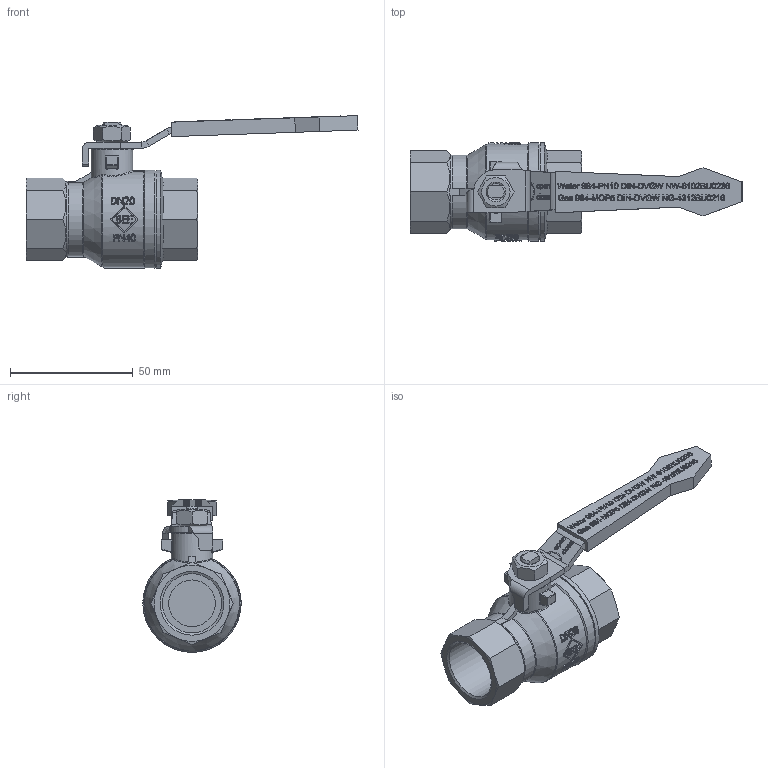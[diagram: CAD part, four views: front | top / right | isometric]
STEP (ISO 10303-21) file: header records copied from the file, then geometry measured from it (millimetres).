
FILE_DESCRIPTION((''),'2;1');
FILE_NAME('984-20-00.stp','2010-03-02T11:27:02',('edu'),(''),'Autodesk Inventor 2010','Autodesk Inventor 2010','');
FILE_SCHEMA(('AUTOMOTIVE_DESIGN { 1 0 10303 214 1 1 1 1 }'));
Length unit declared in the file: millimetre
Products named in the file (1): ENG-004105
Bounding box: 135.33 x 40 x 62.25 mm (x, y, z)
Volume: 61150.9 mm3; surface area: 19040.6 mm2
Topology: 1 solids, 4 shells, 1630 faces, 4337 edges, 2865 vertices
Faces by surface type: plane 764, bspline 738, cylinder 88, cone 30, sphere 8, torus 2
Full cylindrical faces by diameter (mm): 10.95 x1, 11 x1, 17 x1, 19 x2, 24.117 x2, 40 x2
Entity records: 97767 total; most frequent: CARTESIAN_POINT 61070, ORIENTED_EDGE 8608, DIRECTION 4632, EDGE_CURVE 4304, VERTEX_POINT 2856, VECTOR 2422, LINE 2422, EDGE_LOOP 1806
